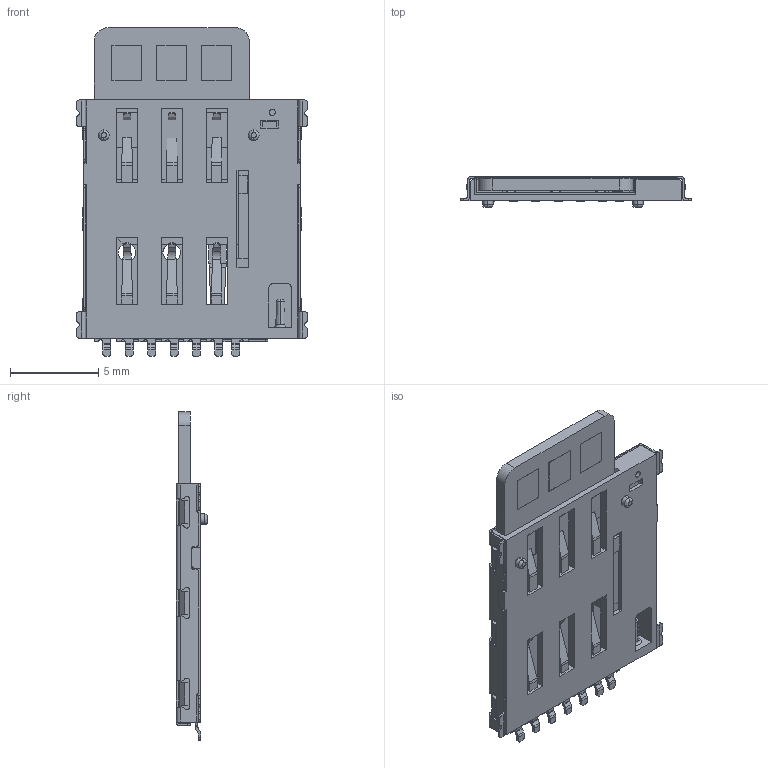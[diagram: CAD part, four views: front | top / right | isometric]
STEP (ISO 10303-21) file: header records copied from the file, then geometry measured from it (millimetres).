
FILE_DESCRIPTION (( 'STEP AP214' ), '1' );
FILE_NAME ('3660C138-A6AF-4EEB-BF7E-9C890414B61F.STEP', '2023-01-25T15:12:44', ( '' ), ( '' ), 'SwSTEP 2.0', 'SolidWorks 2022', '' );
FILE_SCHEMA (( 'AUTOMOTIVE_DESIGN' ));
Length unit declared in the file: millimetre
Products named in the file (1): 3660C138-A6AF-4EEB-BF7E-9C890414B61F
Bounding box: 13.09 x 1.77 x 18.63 mm (x, y, z)
Volume: 172.5 mm3; surface area: 935.4 mm2
Topology: 2 solids, 2 shells, 826 faces, 2361 edges, 1543 vertices
Faces by surface type: plane 517, cylinder 272, bspline 26, torus 6, cone 5
Entity records: 27888 total; most frequent: CARTESIAN_POINT 6470, ORIENTED_EDGE 4722, DIRECTION 4082, EDGE_CURVE 2361, LINE 1726, VECTOR 1726, VERTEX_POINT 1543, AXIS2_PLACEMENT_3D 1178
